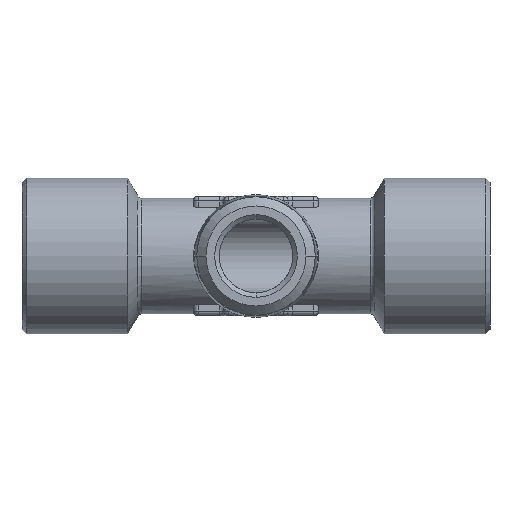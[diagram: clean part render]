
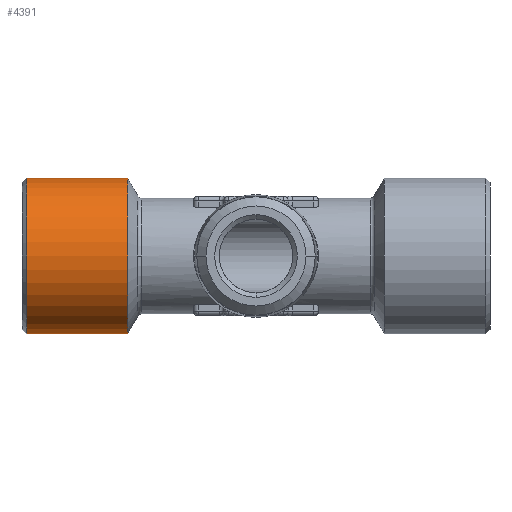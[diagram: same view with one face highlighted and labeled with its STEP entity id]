
A CAD part, front view. The second image highlights one B-rep face of the part: STEP entity #4391.
In plain terms, the highlighted cylindrical face has radius 8.5 mm (diameter 17 mm), a partial arc.
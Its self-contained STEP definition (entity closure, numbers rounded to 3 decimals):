
#1018 = CARTESIAN_POINT ( 'NONE',  ( -25., 0., 8.5 ) ) ;
#1022 = CARTESIAN_POINT ( 'NONE',  ( -14., 0., -8.5 ) ) ;
#1065 = CARTESIAN_POINT ( 'NONE',  ( 9.788, 0., 0. ) ) ;
#1066 = DIRECTION ( 'NONE',  ( 1., 0., 0. ) ) ;
#1067 = DIRECTION ( 'NONE',  ( 0., 0., 1. ) ) ;
#1371 = EDGE_CURVE ( 'NONE', #4358, #1623, #4789, .T. ) ;
#1372 = EDGE_CURVE ( 'NONE', #4358, #1694, #4788, .T. ) ;
#1384 = EDGE_CURVE ( 'NONE', #1623, #4362, #4808, .T. ) ;
#1401 = EDGE_CURVE ( 'NONE', #1694, #4362, #1730, .T. ) ;
#1623 = VERTEX_POINT ( 'NONE', #2104 ) ;
#1694 = VERTEX_POINT ( 'NONE', #2175 ) ;
#1730 = CIRCLE ( 'NONE', #2475, 8.5 ) ;
#2104 = CARTESIAN_POINT ( 'NONE',  ( -25., 0., -8.5 ) ) ;
#2175 = CARTESIAN_POINT ( 'NONE',  ( -14., 0., 8.5 ) ) ;
#2463 = AXIS2_PLACEMENT_3D ( 'NONE', #3806, #3807, #3808 ) ;
#2475 = AXIS2_PLACEMENT_3D ( 'NONE', #3884, #3885, #3886 ) ;
#2604 = AXIS2_PLACEMENT_3D ( 'NONE', #1065, #1066, #1067 ) ;
#3268 = ORIENTED_EDGE ( 'NONE', *, *, #1372, .F. ) ;
#3269 = ORIENTED_EDGE ( 'NONE', *, *, #1401, .F. ) ;
#3270 = ORIENTED_EDGE ( 'NONE', *, *, #1384, .T. ) ;
#3273 = ORIENTED_EDGE ( 'NONE', *, *, #1371, .T. ) ;
#3353 = EDGE_LOOP ( 'NONE', ( #3273, #3270, #3269, #3268 ) ) ;
#3806 = CARTESIAN_POINT ( 'NONE',  ( -25., 0., 0. ) ) ;
#3807 = DIRECTION ( 'NONE',  ( 1., 0., 0. ) ) ;
#3808 = DIRECTION ( 'NONE',  ( 0., 0., 1. ) ) ;
#3809 = CARTESIAN_POINT ( 'NONE',  ( 9.788, 0., 8.5 ) ) ;
#3810 = DIRECTION ( 'NONE',  ( 1., 0., 0. ) ) ;
#3838 = CARTESIAN_POINT ( 'NONE',  ( 9.788, 0., -8.5 ) ) ;
#3839 = DIRECTION ( 'NONE',  ( 1., 0., 0. ) ) ;
#3884 = CARTESIAN_POINT ( 'NONE',  ( -14., 0., 0. ) ) ;
#3885 = DIRECTION ( 'NONE',  ( 1., 0., 0. ) ) ;
#3886 = DIRECTION ( 'NONE',  ( 0., 0., 1. ) ) ;
#4026 = FACE_OUTER_BOUND ( 'NONE', #3353, .T. ) ;
#4027 = CYLINDRICAL_SURFACE ( 'NONE', #2604, 8.5 ) ;
#4358 = VERTEX_POINT ( 'NONE', #1018 ) ;
#4362 = VERTEX_POINT ( 'NONE', #1022 ) ;
#4391 = ADVANCED_FACE ( 'NONE', ( #4026 ), #4027, .T. ) ;
#4788 = LINE ( 'NONE', #3809, #4790 ) ;
#4789 = CIRCLE ( 'NONE', #2463, 8.5 ) ;
#4790 = VECTOR ( 'NONE', #3810, 1000. ) ;
#4808 = LINE ( 'NONE', #3838, #4809 ) ;
#4809 = VECTOR ( 'NONE', #3839, 1000. ) ;
